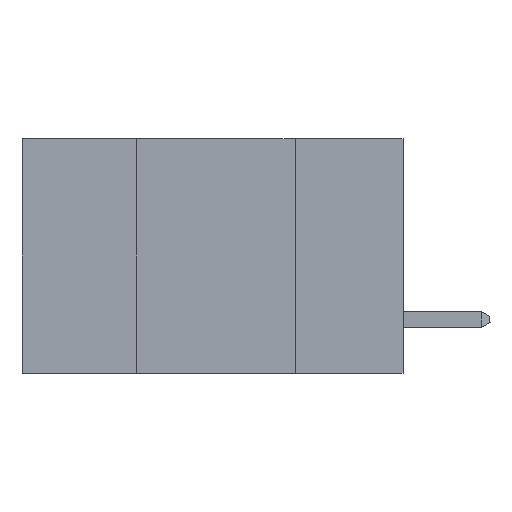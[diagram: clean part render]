
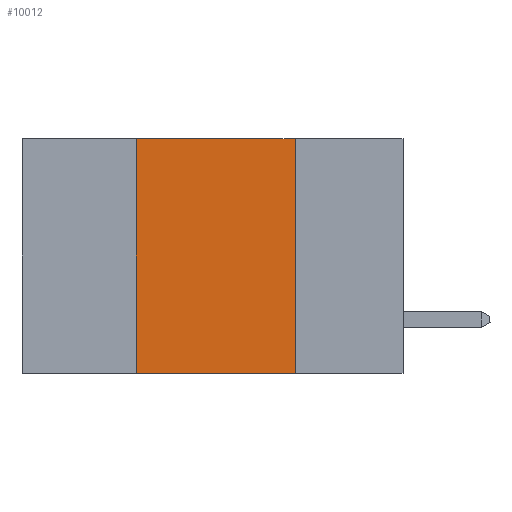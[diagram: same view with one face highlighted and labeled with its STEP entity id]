
A CAD part, left-side view. The second image highlights one B-rep face of the part: STEP entity #10012.
In plain terms, the highlighted planar face has unit normal (-1, 0, 0).
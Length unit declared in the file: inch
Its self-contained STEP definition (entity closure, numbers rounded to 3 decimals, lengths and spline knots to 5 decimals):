
#775 = CARTESIAN_POINT ( 'NONE',  ( 0., 0.42, 0. ) ) ;
#1168 = DIRECTION ( 'NONE',  ( 0., -1., 0. ) ) ;
#1472 = LINE ( 'NONE', #7743, #16577 ) ;
#1473 = VERTEX_POINT ( 'NONE', #15261 ) ;
#1905 = LINE ( 'NONE', #6719, #12806 ) ;
#2516 = ORIENTED_EDGE ( 'NONE', *, *, #6384, .F. ) ;
#2692 = ORIENTED_EDGE ( 'NONE', *, *, #17821, .F. ) ;
#2705 = CARTESIAN_POINT ( 'NONE',  ( 0., 0.6, 0. ) ) ;
#3942 = LINE ( 'NONE', #6744, #7422 ) ;
#5367 = DIRECTION ( 'NONE',  ( 0., 0., 1. ) ) ;
#5729 = DIRECTION ( 'NONE',  ( 0., 0., -1. ) ) ;
#5801 = CARTESIAN_POINT ( 'NONE',  ( 0., 0.17, 0. ) ) ;
#6384 = EDGE_CURVE ( 'NONE', #10326, #12356, #12208, .T. ) ;
#6719 = CARTESIAN_POINT ( 'NONE',  ( 0., 0.42, 0. ) ) ;
#6744 = CARTESIAN_POINT ( 'NONE',  ( 0., 0.6, 0. ) ) ;
#7027 = DIRECTION ( 'NONE',  ( 1., 0., 0. ) ) ;
#7422 = VECTOR ( 'NONE', #1168, 39.37008 ) ;
#7743 = CARTESIAN_POINT ( 'NONE',  ( 0., 0.6, -0.37 ) ) ;
#9812 = EDGE_CURVE ( 'NONE', #1473, #12356, #1472, .T. ) ;
#10012 = ADVANCED_FACE ( 'NONE', ( #13465 ), #17785, .F. ) ;
#10326 = VERTEX_POINT ( 'NONE', #15950 ) ;
#11668 = EDGE_LOOP ( 'NONE', ( #2516, #12010, #2692, #17096 ) ) ;
#12010 = ORIENTED_EDGE ( 'NONE', *, *, #16103, .F. ) ;
#12208 = LINE ( 'NONE', #5801, #13928 ) ;
#12356 = VERTEX_POINT ( 'NONE', #17915 ) ;
#12554 = DIRECTION ( 'NONE',  ( 0., 0., -1. ) ) ;
#12806 = VECTOR ( 'NONE', #5367, 39.37008 ) ;
#13465 = FACE_OUTER_BOUND ( 'NONE', #11668, .T. ) ;
#13728 = AXIS2_PLACEMENT_3D ( 'NONE', #2705, #7027, #12554 ) ;
#13928 = VECTOR ( 'NONE', #5729, 39.37008 ) ;
#14125 = VERTEX_POINT ( 'NONE', #775 ) ;
#15261 = CARTESIAN_POINT ( 'NONE',  ( 0., 0.42, -0.37 ) ) ;
#15950 = CARTESIAN_POINT ( 'NONE',  ( 0., 0.17, 0. ) ) ;
#16103 = EDGE_CURVE ( 'NONE', #14125, #10326, #3942, .T. ) ;
#16577 = VECTOR ( 'NONE', #17481, 39.37008 ) ;
#17096 = ORIENTED_EDGE ( 'NONE', *, *, #9812, .T. ) ;
#17481 = DIRECTION ( 'NONE',  ( 0., -1., 0. ) ) ;
#17785 = PLANE ( 'NONE',  #13728 ) ;
#17821 = EDGE_CURVE ( 'NONE', #1473, #14125, #1905, .T. ) ;
#17915 = CARTESIAN_POINT ( 'NONE',  ( 0., 0.17, -0.37 ) ) ;
